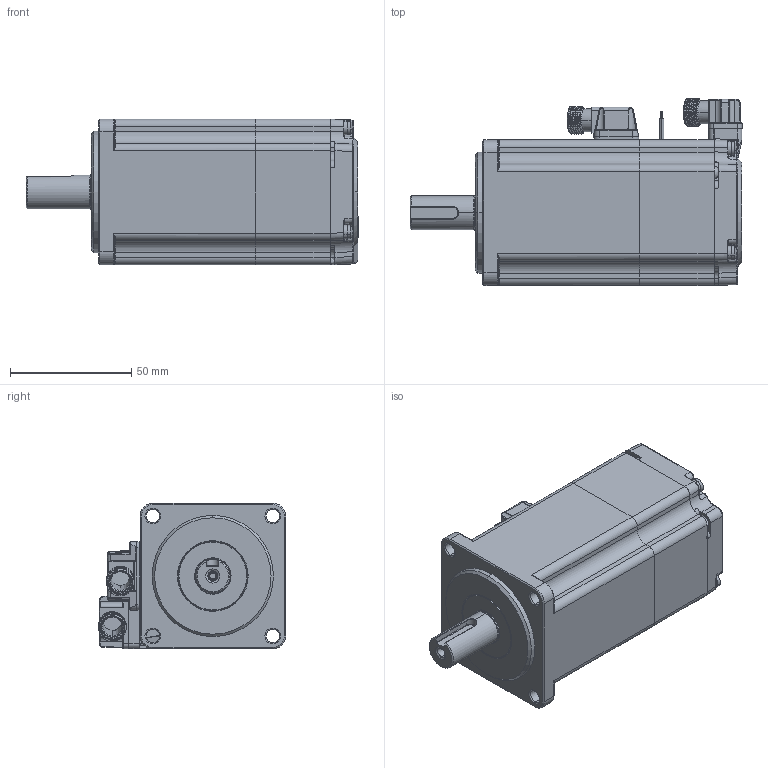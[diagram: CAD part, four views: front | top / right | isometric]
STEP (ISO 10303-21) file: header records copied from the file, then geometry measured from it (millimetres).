
FILE_DESCRIPTION (( 'STEP AP203' ), '1' );
FILE_NAME ('MS6H-60CM30BZ4-20P4.STEP', '2023-01-11T06:02:03', ( '' ), ( '' ), 'SwSTEP 2.0', 'SolidWorks 2016', '' );
FILE_SCHEMA (( 'CONFIG_CONTROL_DESIGN' ));
Products named in the file (1): MS6H-60CM30BZ4-20P4
Bounding box: 136.95 x 77.18 x 60 mm (x, y, z)
Surface area: 40652.8 mm2 (no closed solid volume)
Topology: 0 solids, 19 shells, 1012 faces, 3159 edges, 2077 vertices
Faces by surface type: plane 388, cylinder 373, bspline 127, torus 61, cone 49, sphere 14
Entity records: 46673 total; most frequent: CARTESIAN_POINT 21095, ORIENTED_EDGE 5542, DIRECTION 4598, EDGE_CURVE 3138, VERTEX_POINT 2077, AXIS2_PLACEMENT_3D 1664, VECTOR 1270, LINE 1270
